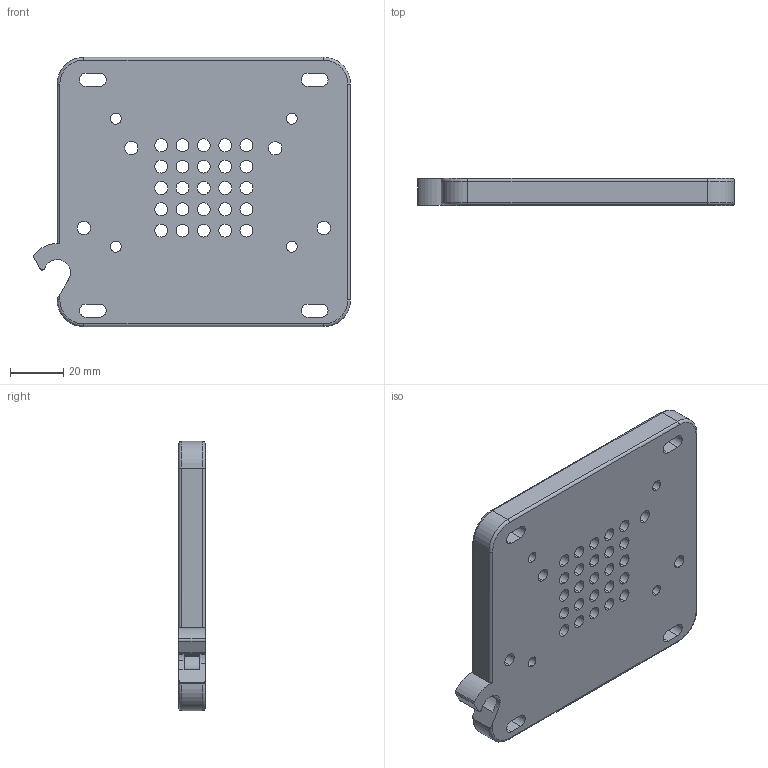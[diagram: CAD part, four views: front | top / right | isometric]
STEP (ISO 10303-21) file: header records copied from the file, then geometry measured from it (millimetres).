
FILE_DESCRIPTION (( 'STEP AP214' ), '1' );
FILE_NAME ('Manipulator mounting plate.STEP', '2025-12-12T12:20:41', ( '' ), ( '' ), 'SwSTEP 2.0', 'SolidWorks 2025', '' );
FILE_SCHEMA (( 'AUTOMOTIVE_DESIGN' ));
Length unit declared in the file: millimetre
Products named in the file (1): Manipulator mounting plate
Bounding box: 118.85 x 10 x 101 mm (x, y, z)
Volume: 100727 mm3; surface area: 31136 mm2
Topology: 1 solids, 1 shells, 153 faces, 419 edges, 270 vertices
Faces by surface type: cylinder 111, plane 24, torus 16, bspline 2
Entity records: 5169 total; most frequent: DIRECTION 960, CARTESIAN_POINT 907, ORIENTED_EDGE 838, EDGE_CURVE 419, AXIS2_PLACEMENT_3D 397, VERTEX_POINT 270, CIRCLE 245, EDGE_LOOP 231
